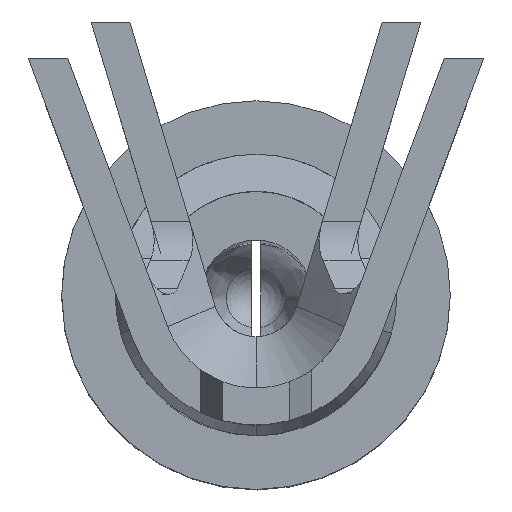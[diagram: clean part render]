
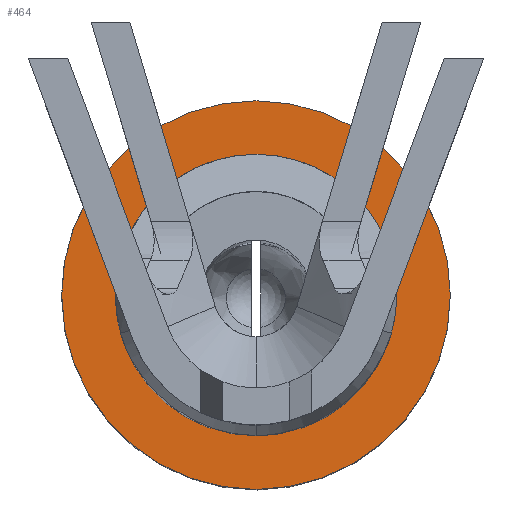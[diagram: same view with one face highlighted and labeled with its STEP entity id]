
A CAD part, top view. The second image highlights one B-rep face of the part: STEP entity #464.
In plain terms, the highlighted planar face has unit normal (0, 0, 1).
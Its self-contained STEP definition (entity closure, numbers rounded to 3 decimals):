
#44=FACE_BOUND('',#622,.T.);
#45=FACE_BOUND('',#623,.T.);
#119=PLANE('',#1483);
#464=ADVANCED_FACE('',(#44,#45),#119,.T.);
#622=EDGE_LOOP('',(#970));
#623=EDGE_LOOP('',(#971));
#970=ORIENTED_EDGE('',*,*,#1350,.T.);
#971=ORIENTED_EDGE('',*,*,#1351,.F.);
#1157=VERTEX_POINT('',#2553);
#1158=VERTEX_POINT('',#2556);
#1350=EDGE_CURVE('',#1157,#1157,#1399,.T.);
#1351=EDGE_CURVE('',#1158,#1158,#1400,.T.);
#1399=CIRCLE('',#1480,0.76);
#1400=CIRCLE('',#1482,1.05);
#1480=AXIS2_PLACEMENT_3D('',#2552,#1731,#1732);
#1482=AXIS2_PLACEMENT_3D('',#2555,#1735,#1736);
#1483=AXIS2_PLACEMENT_3D('',#2557,#1737,#1738);
#1731=DIRECTION('',(0.,0.,-1.));
#1732=DIRECTION('',(0.,-1.,0.));
#1735=DIRECTION('',(0.,0.,-1.));
#1736=DIRECTION('',(1.,0.,0.));
#1737=DIRECTION('',(0.,0.,1.));
#1738=DIRECTION('',(1.,0.,0.));
#2552=CARTESIAN_POINT('',(0.,0.,9.78));
#2553=CARTESIAN_POINT('',(0.,-0.76,9.78));
#2555=CARTESIAN_POINT('',(0.,0.,
9.78));
#2556=CARTESIAN_POINT('',(1.05,0.,9.78));
#2557=CARTESIAN_POINT('',(-1.155,-1.143,9.78));
